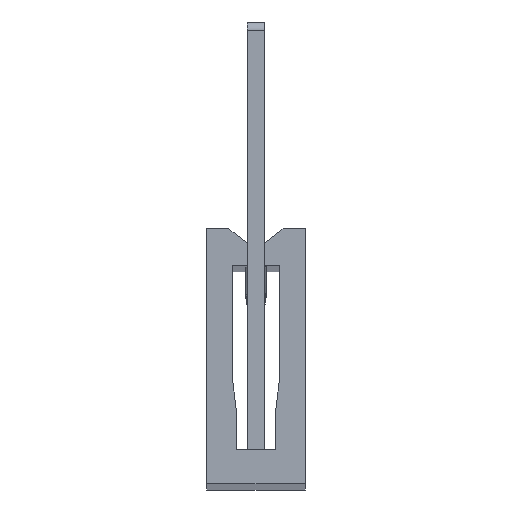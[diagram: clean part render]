
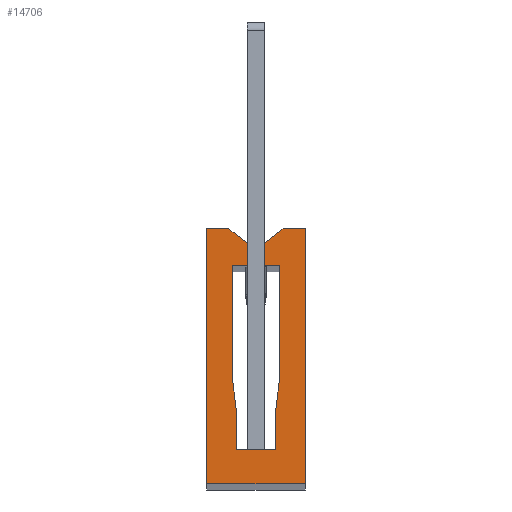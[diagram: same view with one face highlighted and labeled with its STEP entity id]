
A CAD part, top view. The second image highlights one B-rep face of the part: STEP entity #14706.
In plain terms, the highlighted planar face has unit normal (0, 0, 1).
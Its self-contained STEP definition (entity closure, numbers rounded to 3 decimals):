
#12873=DIRECTION('',(1.,0.,0.));
#12874=VECTOR('',#12873,5.8);
#12875=CARTESIAN_POINT('',(-0.011,0.522,215.));
#12876=LINE('',#12875,#12874);
#13013=DIRECTION('',(0.,1.,0.));
#13014=VECTOR('',#13013,15.);
#13015=CARTESIAN_POINT('',(5.789,0.522,215.));
#13016=LINE('',#13015,#13014);
#13027=DIRECTION('',(0.788,-0.616,0.));
#13028=VECTOR('',#13027,1.458);
#13029=CARTESIAN_POINT('',(1.238,15.522,215.));
#13030=LINE('',#13029,#13028);
#13034=DIRECTION('',(0.122,-0.992,0.));
#13035=VECTOR('',#13034,2.042);
#13036=CARTESIAN_POINT('',(1.489,6.792,215.));
#13037=LINE('',#13036,#13035);
#13041=DIRECTION('',(0.122,0.992,0.));
#13042=VECTOR('',#13041,2.042);
#13043=CARTESIAN_POINT('',(4.039,4.766,215.));
#13044=LINE('',#13043,#13042);
#13048=DIRECTION('',(0.788,0.616,0.));
#13049=VECTOR('',#13048,1.458);
#13050=CARTESIAN_POINT('',(3.387,14.625,215.));
#13051=LINE('',#13050,#13049);
#13055=DIRECTION('',(0.,-1.,0.));
#13056=VECTOR('',#13055,15.);
#13057=CARTESIAN_POINT('',(-0.011,15.522,215.));
#13058=LINE('',#13057,#13056);
#13324=DIRECTION('',(-1.,0.,0.));
#13325=VECTOR('',#13324,1.249);
#13326=CARTESIAN_POINT('',(1.238,15.522,215.));
#13327=LINE('',#13326,#13325);
#13345=DIRECTION('',(0.,1.,0.));
#13346=VECTOR('',#13345,1.303);
#13347=CARTESIAN_POINT('',(2.387,13.322,215.));
#13348=LINE('',#13347,#13346);
#13359=DIRECTION('',(1.,0.,0.));
#13360=VECTOR('',#13359,0.898);
#13361=CARTESIAN_POINT('',(1.489,13.322,215.));
#13362=LINE('',#13361,#13360);
#13373=DIRECTION('',(0.,1.,0.));
#13374=VECTOR('',#13373,6.53);
#13375=CARTESIAN_POINT('',(1.489,6.792,215.));
#13376=LINE('',#13375,#13374);
#13394=DIRECTION('',(0.,1.,0.));
#13395=VECTOR('',#13394,2.243);
#13396=CARTESIAN_POINT('',(1.739,2.522,215.));
#13397=LINE('',#13396,#13395);
#13408=DIRECTION('',(-1.,0.,0.));
#13409=VECTOR('',#13408,2.3);
#13410=CARTESIAN_POINT('',(4.039,2.522,215.));
#13411=LINE('',#13410,#13409);
#13422=DIRECTION('',(0.,-1.,0.));
#13423=VECTOR('',#13422,2.243);
#13424=CARTESIAN_POINT('',(4.039,4.766,215.));
#13425=LINE('',#13424,#13423);
#13443=DIRECTION('',(0.,-1.,0.));
#13444=VECTOR('',#13443,6.53);
#13445=CARTESIAN_POINT('',(4.289,13.322,215.));
#13446=LINE('',#13445,#13444);
#13457=DIRECTION('',(1.,0.,0.));
#13458=VECTOR('',#13457,0.902);
#13459=CARTESIAN_POINT('',(3.387,13.322,215.));
#13460=LINE('',#13459,#13458);
#13471=DIRECTION('',(0.,-1.,0.));
#13472=VECTOR('',#13471,1.303);
#13473=CARTESIAN_POINT('',(3.387,14.625,215.));
#13474=LINE('',#13473,#13472);
#13492=DIRECTION('',(-1.,0.,0.));
#13493=VECTOR('',#13492,1.253);
#13494=CARTESIAN_POINT('',(5.789,15.522,215.));
#13495=LINE('',#13494,#13493);
#14311=CARTESIAN_POINT('',(-0.011,0.522,215.));
#14312=VERTEX_POINT('',#14311);
#14313=CARTESIAN_POINT('',(5.789,0.522,215.));
#14314=VERTEX_POINT('',#14313);
#14347=CARTESIAN_POINT('',(5.789,15.522,215.));
#14348=VERTEX_POINT('',#14347);
#14349=CARTESIAN_POINT('',(-0.011,15.522,215.));
#14350=VERTEX_POINT('',#14349);
#14351=CARTESIAN_POINT('',(1.238,15.522,215.));
#14352=VERTEX_POINT('',#14351);
#14353=CARTESIAN_POINT('',(2.387,14.625,215.));
#14354=VERTEX_POINT('',#14353);
#14355=CARTESIAN_POINT('',(2.387,13.322,215.));
#14356=VERTEX_POINT('',#14355);
#14357=CARTESIAN_POINT('',(1.489,13.322,215.));
#14358=VERTEX_POINT('',#14357);
#14359=CARTESIAN_POINT('',(1.489,6.792,215.));
#14360=VERTEX_POINT('',#14359);
#14361=CARTESIAN_POINT('',(1.739,4.766,215.));
#14362=VERTEX_POINT('',#14361);
#14363=CARTESIAN_POINT('',(1.739,2.522,215.));
#14364=VERTEX_POINT('',#14363);
#14365=CARTESIAN_POINT('',(4.039,2.522,215.));
#14366=VERTEX_POINT('',#14365);
#14367=CARTESIAN_POINT('',(4.039,4.766,215.));
#14368=VERTEX_POINT('',#14367);
#14369=CARTESIAN_POINT('',(4.289,6.792,215.));
#14370=VERTEX_POINT('',#14369);
#14371=CARTESIAN_POINT('',(4.289,13.322,215.));
#14372=VERTEX_POINT('',#14371);
#14373=CARTESIAN_POINT('',(3.387,13.322,215.));
#14374=VERTEX_POINT('',#14373);
#14375=CARTESIAN_POINT('',(3.387,14.625,215.));
#14376=VERTEX_POINT('',#14375);
#14377=CARTESIAN_POINT('',(4.536,15.522,215.));
#14378=VERTEX_POINT('',#14377);
#14665=CARTESIAN_POINT('',(0.,0.,215.));
#14666=DIRECTION('',(0.,0.,1.));
#14667=DIRECTION('',(1.,0.,0.));
#14668=AXIS2_PLACEMENT_3D('',#14665,#14666,#14667);
#14669=PLANE('',#14668);
#14670=ORIENTED_EDGE('',*,*,#14580,.F.);
#14672=ORIENTED_EDGE('',*,*,#14671,.F.);
#14674=ORIENTED_EDGE('',*,*,#14673,.F.);
#14676=ORIENTED_EDGE('',*,*,#14675,.T.);
#14678=ORIENTED_EDGE('',*,*,#14677,.F.);
#14680=ORIENTED_EDGE('',*,*,#14679,.F.);
#14682=ORIENTED_EDGE('',*,*,#14681,.F.);
#14684=ORIENTED_EDGE('',*,*,#14683,.T.);
#14686=ORIENTED_EDGE('',*,*,#14685,.F.);
#14688=ORIENTED_EDGE('',*,*,#14687,.F.);
#14690=ORIENTED_EDGE('',*,*,#14689,.F.);
#14692=ORIENTED_EDGE('',*,*,#14691,.T.);
#14694=ORIENTED_EDGE('',*,*,#14693,.F.);
#14696=ORIENTED_EDGE('',*,*,#14695,.F.);
#14698=ORIENTED_EDGE('',*,*,#14697,.F.);
#14700=ORIENTED_EDGE('',*,*,#14699,.T.);
#14702=ORIENTED_EDGE('',*,*,#14701,.F.);
#14703=ORIENTED_EDGE('',*,*,#14651,.F.);
#14704=EDGE_LOOP('',(#14670,#14672,#14674,#14676,#14678,#14680,#14682,#14684,
#14686,#14688,#14690,#14692,#14694,#14696,#14698,#14700,#14702,#14703));
#14705=FACE_OUTER_BOUND('',#14704,.F.);
#14580=EDGE_CURVE('',#14312,#14314,#12876,.T.);
#14651=EDGE_CURVE('',#14314,#14348,#13016,.T.);
#14671=EDGE_CURVE('',#14350,#14312,#13058,.T.);
#14673=EDGE_CURVE('',#14352,#14350,#13327,.T.);
#14675=EDGE_CURVE('',#14352,#14354,#13030,.T.);
#14677=EDGE_CURVE('',#14356,#14354,#13348,.T.);
#14679=EDGE_CURVE('',#14358,#14356,#13362,.T.);
#14681=EDGE_CURVE('',#14360,#14358,#13376,.T.);
#14683=EDGE_CURVE('',#14360,#14362,#13037,.T.);
#14685=EDGE_CURVE('',#14364,#14362,#13397,.T.);
#14687=EDGE_CURVE('',#14366,#14364,#13411,.T.);
#14689=EDGE_CURVE('',#14368,#14366,#13425,.T.);
#14691=EDGE_CURVE('',#14368,#14370,#13044,.T.);
#14693=EDGE_CURVE('',#14372,#14370,#13446,.T.);
#14695=EDGE_CURVE('',#14374,#14372,#13460,.T.);
#14697=EDGE_CURVE('',#14376,#14374,#13474,.T.);
#14699=EDGE_CURVE('',#14376,#14378,#13051,.T.);
#14701=EDGE_CURVE('',#14348,#14378,#13495,.T.);
#14706=ADVANCED_FACE('',(#14705),#14669,.T.);
